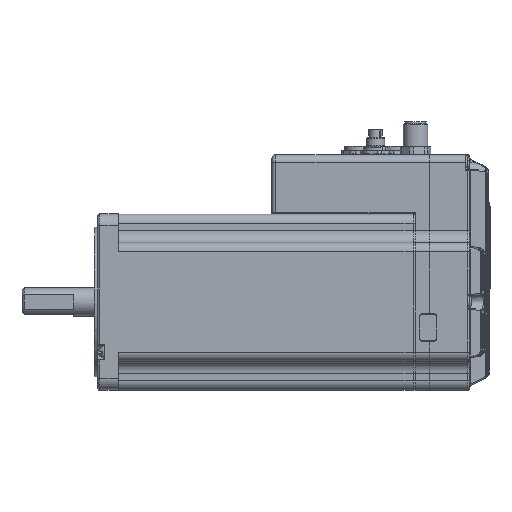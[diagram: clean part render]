
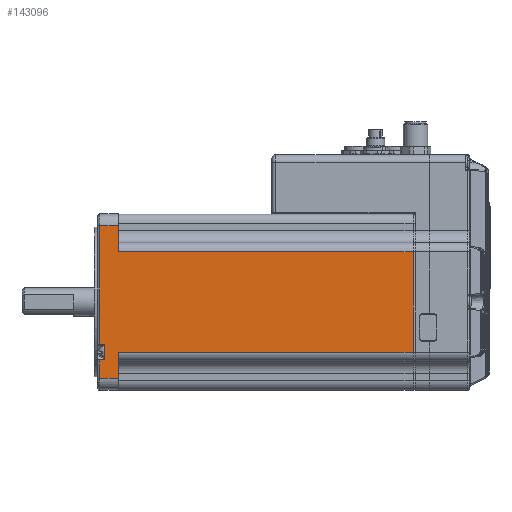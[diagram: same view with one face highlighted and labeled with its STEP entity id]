
A CAD part, top view. The second image highlights one B-rep face of the part: STEP entity #143096.
In plain terms, the highlighted face is planar.
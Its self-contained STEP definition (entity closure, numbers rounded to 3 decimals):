
#156 = VERTEX_POINT ( 'NONE', #21234 ) ;
#635 = FACE_OUTER_BOUND ( 'NONE', #108952, .T. ) ;
#1529 = CARTESIAN_POINT ( 'NONE',  ( -119.958, 187.155, -10. ) ) ;
#2903 = DIRECTION ( 'NONE',  ( 0., 0., 1. ) ) ;
#5121 = PLANE ( 'NONE',  #143802 ) ;
#8247 = VECTOR ( 'NONE', #2903, 1000. ) ;
#8600 = CARTESIAN_POINT ( 'NONE',  ( -119.958, 180.76, -1. ) ) ;
#8658 = CARTESIAN_POINT ( 'NONE',  ( -119.958, 171.76, -3.5 ) ) ;
#9358 = LINE ( 'NONE', #97609, #108267 ) ;
#10178 = CARTESIAN_POINT ( 'NONE',  ( -119.958, 100.46, -3.5 ) ) ;
#10806 = LINE ( 'NONE', #10178, #44957 ) ;
#13247 = DIRECTION ( 'NONE',  ( 0., 1., 0. ) ) ;
#13635 = ORIENTED_EDGE ( 'NONE', *, *, #28920, .T. ) ;
#17033 = CARTESIAN_POINT ( 'NONE',  ( -119.958, 118.86, 0. ) ) ;
#20420 = CARTESIAN_POINT ( 'NONE',  ( -119.958, 100.46, -1. ) ) ;
#21234 = CARTESIAN_POINT ( 'NONE',  ( -119.958, 118.86, -10. ) ) ;
#23372 = DIRECTION ( 'NONE',  ( 0., 1., 0. ) ) ;
#23701 = ORIENTED_EDGE ( 'NONE', *, *, #82673, .T. ) ;
#24656 = CARTESIAN_POINT ( 'NONE',  ( -119.958, 118.86, -154. ) ) ;
#27950 = CARTESIAN_POINT ( 'NONE',  ( -119.958, 100.46, 0. ) ) ;
#28315 = ORIENTED_EDGE ( 'NONE', *, *, #121067, .F. ) ;
#28920 = EDGE_CURVE ( 'NONE', #148927, #113454, #117612, .T. ) ;
#31263 = LINE ( 'NONE', #1529, #69453 ) ;
#31444 = EDGE_CURVE ( 'NONE', #125655, #113454, #67187, .T. ) ;
#34294 = VERTEX_POINT ( 'NONE', #52039 ) ;
#34529 = EDGE_CURVE ( 'NONE', #140991, #94491, #110183, .T. ) ;
#36828 = CARTESIAN_POINT ( 'NONE',  ( -119.958, 180.76, -10. ) ) ;
#42427 = EDGE_CURVE ( 'NONE', #34294, #130130, #10806, .T. ) ;
#43202 = CARTESIAN_POINT ( 'NONE',  ( -119.958, 171.76, 0. ) ) ;
#44377 = DIRECTION ( 'NONE',  ( 0., 1., 0. ) ) ;
#44957 = VECTOR ( 'NONE', #23372, 1000. ) ;
#44973 = CARTESIAN_POINT ( 'NONE',  ( -119.958, 168.06, 0. ) ) ;
#45048 = LINE ( 'NONE', #17033, #140447 ) ;
#45941 = CARTESIAN_POINT ( 'NONE',  ( -119.958, 168.06, -154. ) ) ;
#46289 = LINE ( 'NONE', #138492, #137882 ) ;
#47080 = CARTESIAN_POINT ( 'NONE',  ( -119.958, 100.46, -154. ) ) ;
#48758 = VECTOR ( 'NONE', #59327, 1000. ) ;
#52039 = CARTESIAN_POINT ( 'NONE',  ( -119.958, 164.16, -3.5 ) ) ;
#53102 = VECTOR ( 'NONE', #57256, 1000. ) ;
#57256 = DIRECTION ( 'NONE',  ( 0., 0., -1. ) ) ;
#57800 = CARTESIAN_POINT ( 'NONE',  ( -119.958, 168.06, -10. ) ) ;
#58267 = ORIENTED_EDGE ( 'NONE', *, *, #31444, .F. ) ;
#59208 = EDGE_CURVE ( 'NONE', #90948, #66435, #120319, .T. ) ;
#59327 = DIRECTION ( 'NONE',  ( 0., -1., 0. ) ) ;
#62847 = ORIENTED_EDGE ( 'NONE', *, *, #139231, .T. ) ;
#63941 = EDGE_CURVE ( 'NONE', #66435, #34294, #46289, .T. ) ;
#64166 = VECTOR ( 'NONE', #115955, 1000. ) ;
#64722 = DIRECTION ( 'NONE',  ( 0., 0., 1. ) ) ;
#65616 = CARTESIAN_POINT ( 'NONE',  ( -119.958, 106.16, -1. ) ) ;
#66435 = VERTEX_POINT ( 'NONE', #136380 ) ;
#67187 = LINE ( 'NONE', #139773, #8247 ) ;
#69453 = VECTOR ( 'NONE', #13247, 1000. ) ;
#75324 = VECTOR ( 'NONE', #151993, 1000. ) ;
#75442 = CARTESIAN_POINT ( 'NONE',  ( -119.958, 171.76, -1. ) ) ;
#76040 = CARTESIAN_POINT ( 'NONE',  ( -119.958, 106.16, -10. ) ) ;
#77560 = ORIENTED_EDGE ( 'NONE', *, *, #42427, .T. ) ;
#81611 = EDGE_CURVE ( 'NONE', #156, #124224, #119511, .T. ) ;
#82318 = EDGE_CURVE ( 'NONE', #94491, #85018, #102045, .T. ) ;
#82673 = EDGE_CURVE ( 'NONE', #130130, #148927, #126723, .T. ) ;
#85018 = VERTEX_POINT ( 'NONE', #24656 ) ;
#85208 = VECTOR ( 'NONE', #141883, 1000. ) ;
#90948 = VERTEX_POINT ( 'NONE', #65616 ) ;
#94491 = VERTEX_POINT ( 'NONE', #45941 ) ;
#97609 = CARTESIAN_POINT ( 'NONE',  ( -119.958, 106.16, 0. ) ) ;
#100178 = ORIENTED_EDGE ( 'NONE', *, *, #34529, .T. ) ;
#101182 = VECTOR ( 'NONE', #44377, 1000. ) ;
#102045 = LINE ( 'NONE', #47080, #48758 ) ;
#103444 = ORIENTED_EDGE ( 'NONE', *, *, #82318, .T. ) ;
#108252 = DIRECTION ( 'NONE',  ( 0., 0., 1. ) ) ;
#108267 = VECTOR ( 'NONE', #108252, 1000. ) ;
#108952 = EDGE_LOOP ( 'NONE', ( #100178, #103444, #155958, #143117, #62847, #125991, #135353, #77560, #23701, #13635, #58267, #28315 ) ) ;
#110183 = LINE ( 'NONE', #44973, #53102 ) ;
#113454 = VERTEX_POINT ( 'NONE', #8600 ) ;
#113702 = DIRECTION ( 'NONE',  ( -1., 0., 0. ) ) ;
#114465 = DIRECTION ( 'NONE',  ( 0., 0., -1. ) ) ;
#115955 = DIRECTION ( 'NONE',  ( 0., -1., 0. ) ) ;
#117612 = LINE ( 'NONE', #20420, #85208 ) ;
#119511 = LINE ( 'NONE', #152300, #64166 ) ;
#120319 = LINE ( 'NONE', #154770, #101182 ) ;
#121067 = EDGE_CURVE ( 'NONE', #140991, #125655, #31263, .T. ) ;
#124224 = VERTEX_POINT ( 'NONE', #76040 ) ;
#125655 = VERTEX_POINT ( 'NONE', #36828 ) ;
#125991 = ORIENTED_EDGE ( 'NONE', *, *, #59208, .T. ) ;
#126723 = LINE ( 'NONE', #43202, #75324 ) ;
#130130 = VERTEX_POINT ( 'NONE', #8658 ) ;
#135353 = ORIENTED_EDGE ( 'NONE', *, *, #63941, .T. ) ;
#136380 = CARTESIAN_POINT ( 'NONE',  ( -119.958, 164.16, -1. ) ) ;
#137882 = VECTOR ( 'NONE', #114465, 1000. ) ;
#138492 = CARTESIAN_POINT ( 'NONE',  ( -119.958, 164.16, 0. ) ) ;
#139231 = EDGE_CURVE ( 'NONE', #124224, #90948, #9358, .T. ) ;
#139773 = CARTESIAN_POINT ( 'NONE',  ( -119.958, 180.76, 0. ) ) ;
#140109 = EDGE_CURVE ( 'NONE', #85018, #156, #45048, .T. ) ;
#140447 = VECTOR ( 'NONE', #150827, 1000. ) ;
#140991 = VERTEX_POINT ( 'NONE', #57800 ) ;
#141883 = DIRECTION ( 'NONE',  ( 0., 1., 0. ) ) ;
#143096 = ADVANCED_FACE ( 'NONE', ( #635 ), #5121, .T. ) ;
#143117 = ORIENTED_EDGE ( 'NONE', *, *, #81611, .T. ) ;
#143802 = AXIS2_PLACEMENT_3D ( 'NONE', #27950, #113702, #64722 ) ;
#148927 = VERTEX_POINT ( 'NONE', #75442 ) ;
#150827 = DIRECTION ( 'NONE',  ( 0., 0., 1. ) ) ;
#151993 = DIRECTION ( 'NONE',  ( 0., 0., 1. ) ) ;
#152300 = CARTESIAN_POINT ( 'NONE',  ( -119.958, 100.46, -10. ) ) ;
#154770 = CARTESIAN_POINT ( 'NONE',  ( -119.958, 100.46, -1. ) ) ;
#155958 = ORIENTED_EDGE ( 'NONE', *, *, #140109, .T. ) ;
